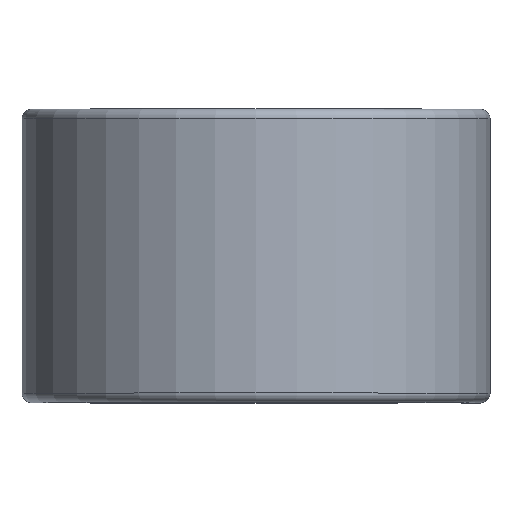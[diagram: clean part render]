
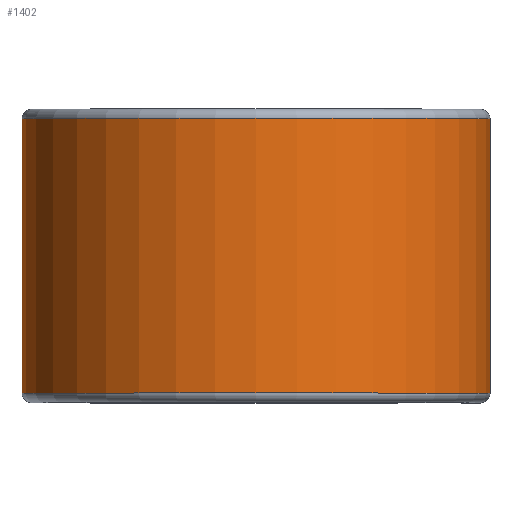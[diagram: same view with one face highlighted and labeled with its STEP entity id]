
A CAD part, top view. The second image highlights one B-rep face of the part: STEP entity #1402.
In plain terms, the highlighted cylindrical face has radius 18.986 mm (diameter 37.973 mm), a partial arc.
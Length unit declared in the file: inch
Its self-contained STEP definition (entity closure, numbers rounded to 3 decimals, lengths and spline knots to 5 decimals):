
#26 = CARTESIAN_POINT ( 'NONE',  ( 0., -0.43875, -0.7475 ) ) ;
#84 = CARTESIAN_POINT ( 'NONE',  ( 0., 0.43875, 0. ) ) ;
#258 = DIRECTION ( 'NONE',  ( 0., 0., -1. ) ) ;
#259 = CARTESIAN_POINT ( 'NONE',  ( 0., 0.43875, -0.7475 ) ) ;
#262 = ORIENTED_EDGE ( 'NONE', *, *, #1680, .T. ) ;
#404 = AXIS2_PLACEMENT_3D ( 'NONE', #612, #606, #1900 ) ;
#606 = DIRECTION ( 'NONE',  ( 0., -1., 0. ) ) ;
#612 = CARTESIAN_POINT ( 'NONE',  ( 0., 0.4375, 0. ) ) ;
#618 = DIRECTION ( 'NONE',  ( 0., 1., 0. ) ) ;
#703 = CIRCLE ( 'NONE', #717, 0.7475 ) ;
#717 = AXIS2_PLACEMENT_3D ( 'NONE', #747, #2033, #905 ) ;
#747 = CARTESIAN_POINT ( 'NONE',  ( 0., -0.43875, 0. ) ) ;
#796 = CARTESIAN_POINT ( 'NONE',  ( 0.7475, 0.43875, 0. ) ) ;
#860 = EDGE_LOOP ( 'NONE', ( #2367, #262, #2169, #1895 ) ) ;
#905 = DIRECTION ( 'NONE',  ( 0., 0., -1. ) ) ;
#1057 = FACE_OUTER_BOUND ( 'NONE', #860, .T. ) ;
#1109 = VERTEX_POINT ( 'NONE', #2184 ) ;
#1145 = VERTEX_POINT ( 'NONE', #26 ) ;
#1264 = AXIS2_PLACEMENT_3D ( 'NONE', #84, #1331, #258 ) ;
#1312 = LINE ( 'NONE', #796, #1530 ) ;
#1331 = DIRECTION ( 'NONE',  ( 0., -1., 0. ) ) ;
#1362 = CIRCLE ( 'NONE', #1264, 0.7475 ) ;
#1396 = VERTEX_POINT ( 'NONE', #1497 ) ;
#1402 = ADVANCED_FACE ( 'NONE', ( #1057 ), #2359, .T. ) ;
#1424 = DIRECTION ( 'NONE',  ( 0., 1., 0. ) ) ;
#1432 = VERTEX_POINT ( 'NONE', #259 ) ;
#1497 = CARTESIAN_POINT ( 'NONE',  ( 0.7475, -0.43875, 0. ) ) ;
#1530 = VECTOR ( 'NONE', #618, 39.37008 ) ;
#1568 = EDGE_CURVE ( 'NONE', #1396, #1145, #703, .T. ) ;
#1680 = EDGE_CURVE ( 'NONE', #1109, #1432, #1362, .T. ) ;
#1715 = VECTOR ( 'NONE', #1424, 39.37008 ) ;
#1718 = EDGE_CURVE ( 'NONE', #1396, #1109, #1312, .T. ) ;
#1848 = LINE ( 'NONE', #2177, #1715 ) ;
#1895 = ORIENTED_EDGE ( 'NONE', *, *, #1568, .F. ) ;
#1900 = DIRECTION ( 'NONE',  ( 0., 0., -1. ) ) ;
#2033 = DIRECTION ( 'NONE',  ( 0., -1., 0. ) ) ;
#2106 = EDGE_CURVE ( 'NONE', #1145, #1432, #1848, .T. ) ;
#2169 = ORIENTED_EDGE ( 'NONE', *, *, #2106, .F. ) ;
#2177 = CARTESIAN_POINT ( 'NONE',  ( 0., 0.43875, -0.7475 ) ) ;
#2184 = CARTESIAN_POINT ( 'NONE',  ( 0.7475, 0.43875, 0. ) ) ;
#2359 = CYLINDRICAL_SURFACE ( 'NONE', #404, 0.7475 ) ;
#2367 = ORIENTED_EDGE ( 'NONE', *, *, #1718, .T. ) ;
